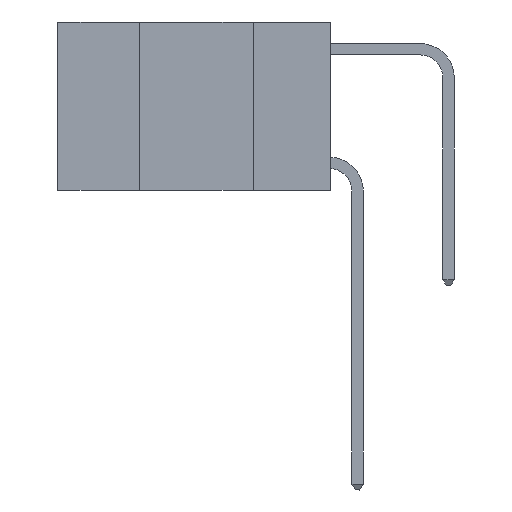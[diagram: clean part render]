
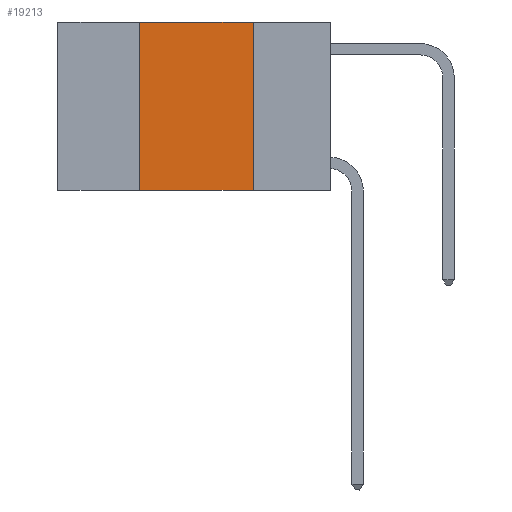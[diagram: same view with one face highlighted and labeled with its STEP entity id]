
A CAD part, left-side view. The second image highlights one B-rep face of the part: STEP entity #19213.
In plain terms, the highlighted planar face has unit normal (-1, 0, 0).
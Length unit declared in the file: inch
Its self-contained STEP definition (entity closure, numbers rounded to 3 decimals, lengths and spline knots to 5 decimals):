
#67 = ORIENTED_EDGE ( 'NONE', *, *, #15967, .F. ) ;
#436 = DIRECTION ( 'NONE',  ( 1., 0., 0. ) ) ;
#1774 = VERTEX_POINT ( 'NONE', #4761 ) ;
#3206 = EDGE_CURVE ( 'NONE', #1774, #20786, #30042, .T. ) ;
#3327 = EDGE_LOOP ( 'NONE', ( #12840, #26180, #67, #30703 ) ) ;
#3745 = CARTESIAN_POINT ( 'NONE',  ( 0., 0.42, -0.37 ) ) ;
#4472 = CARTESIAN_POINT ( 'NONE',  ( 0., 0.17, -0.37 ) ) ;
#4761 = CARTESIAN_POINT ( 'NONE',  ( 0., 0.42, 0. ) ) ;
#6045 = CARTESIAN_POINT ( 'NONE',  ( 0., 0.42, 0. ) ) ;
#6266 = VECTOR ( 'NONE', #23702, 39.37008 ) ;
#6880 = FACE_OUTER_BOUND ( 'NONE', #3327, .T. ) ;
#6886 = VERTEX_POINT ( 'NONE', #3745 ) ;
#10010 = VERTEX_POINT ( 'NONE', #4472 ) ;
#10457 = LINE ( 'NONE', #21247, #6266 ) ;
#10530 = DIRECTION ( 'NONE',  ( 0., 0., -1. ) ) ;
#12840 = ORIENTED_EDGE ( 'NONE', *, *, #16022, .F. ) ;
#13351 = DIRECTION ( 'NONE',  ( 0., 0., 1. ) ) ;
#15964 = DIRECTION ( 'NONE',  ( 0., -1., 0. ) ) ;
#15967 = EDGE_CURVE ( 'NONE', #6886, #1774, #30583, .T. ) ;
#16022 = EDGE_CURVE ( 'NONE', #20786, #10010, #10457, .T. ) ;
#16903 = AXIS2_PLACEMENT_3D ( 'NONE', #25046, #436, #10530 ) ;
#17795 = PLANE ( 'NONE',  #16903 ) ;
#17889 = DIRECTION ( 'NONE',  ( 0., -1., 0. ) ) ;
#18082 = CARTESIAN_POINT ( 'NONE',  ( 0., 0.6, 0. ) ) ;
#19213 = ADVANCED_FACE ( 'NONE', ( #6880 ), #17795, .F. ) ;
#20634 = VECTOR ( 'NONE', #13351, 39.37008 ) ;
#20786 = VERTEX_POINT ( 'NONE', #26558 ) ;
#21247 = CARTESIAN_POINT ( 'NONE',  ( 0., 0.17, 0. ) ) ;
#22215 = VECTOR ( 'NONE', #17889, 39.37008 ) ;
#22337 = CARTESIAN_POINT ( 'NONE',  ( 0., 0.6, -0.37 ) ) ;
#23702 = DIRECTION ( 'NONE',  ( 0., 0., -1. ) ) ;
#24175 = EDGE_CURVE ( 'NONE', #6886, #10010, #26437, .T. ) ;
#25046 = CARTESIAN_POINT ( 'NONE',  ( 0., 0.6, 0. ) ) ;
#26180 = ORIENTED_EDGE ( 'NONE', *, *, #3206, .F. ) ;
#26437 = LINE ( 'NONE', #22337, #22215 ) ;
#26558 = CARTESIAN_POINT ( 'NONE',  ( 0., 0.17, 0. ) ) ;
#29254 = VECTOR ( 'NONE', #15964, 39.37008 ) ;
#30042 = LINE ( 'NONE', #18082, #29254 ) ;
#30583 = LINE ( 'NONE', #6045, #20634 ) ;
#30703 = ORIENTED_EDGE ( 'NONE', *, *, #24175, .T. ) ;
